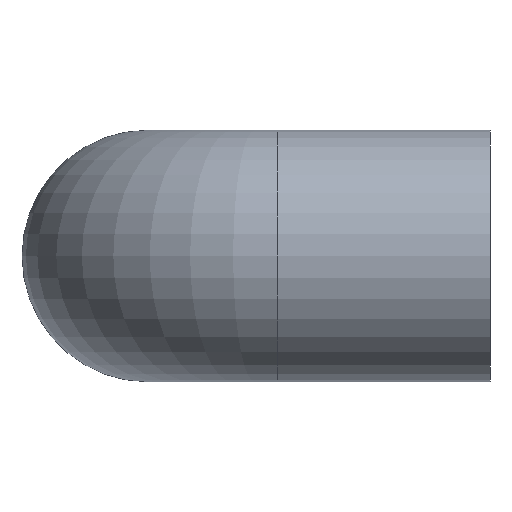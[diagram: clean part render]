
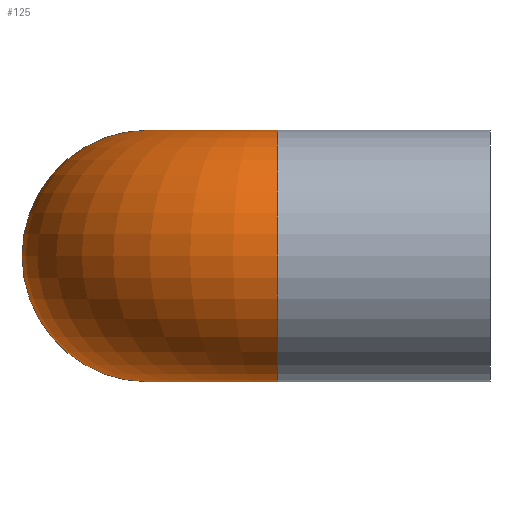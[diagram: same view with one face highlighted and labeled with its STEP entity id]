
A CAD part, left-side view. The second image highlights one B-rep face of the part: STEP entity #125.
In plain terms, the highlighted toroidal (fillet/blend) face has major radius 64.5 mm and minor radius 62.5 mm.
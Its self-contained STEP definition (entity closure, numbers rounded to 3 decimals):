
#20=TOROIDAL_SURFACE('',#162,64.5,62.5);
#25=FACE_OUTER_BOUND('',#33,.T.);
#33=EDGE_LOOP('',(#105,#106,#107,#108));
#55=CIRCLE('',#161,62.5);
#56=CIRCLE('',#163,2.);
#57=CIRCLE('',#164,62.5);
#66=VERTEX_POINT('',#237);
#67=VERTEX_POINT('',#241);
#80=EDGE_CURVE('',#66,#66,#55,.T.);
#81=EDGE_CURVE('',#66,#67,#56,.T.);
#82=EDGE_CURVE('',#67,#67,#57,.T.);
#105=ORIENTED_EDGE('',*,*,#80,.F.);
#106=ORIENTED_EDGE('',*,*,#81,.T.);
#107=ORIENTED_EDGE('',*,*,#82,.T.);
#108=ORIENTED_EDGE('',*,*,#81,.F.);
#125=ADVANCED_FACE('',(#25),#20,.T.);
#161=AXIS2_PLACEMENT_3D('',#239,#198,#199);
#162=AXIS2_PLACEMENT_3D('',#240,#200,#201);
#163=AXIS2_PLACEMENT_3D('',#242,#202,#203);
#164=AXIS2_PLACEMENT_3D('',#243,#204,#205);
#198=DIRECTION('center_axis',(1.,0.,0.));
#199=DIRECTION('ref_axis',(0.,1.,0.));
#200=DIRECTION('center_axis',(0.,0.,-1.));
#201=DIRECTION('ref_axis',(-1.,0.,0.));
#202=DIRECTION('center_axis',(0.,0.,1.));
#203=DIRECTION('ref_axis',(-1.,0.,0.));
#204=DIRECTION('center_axis',(0.,1.,0.));
#205=DIRECTION('ref_axis',(-1.,0.,0.));
#237=CARTESIAN_POINT('',(64.5,107.5,0.));
#239=CARTESIAN_POINT('Origin',(64.5,170.,0.));
#240=CARTESIAN_POINT('Origin',(64.5,105.5,0.));
#241=CARTESIAN_POINT('',(62.5,105.5,0.));
#242=CARTESIAN_POINT('Origin',(64.5,105.5,0.));
#243=CARTESIAN_POINT('Origin',(0.,105.5,0.));
